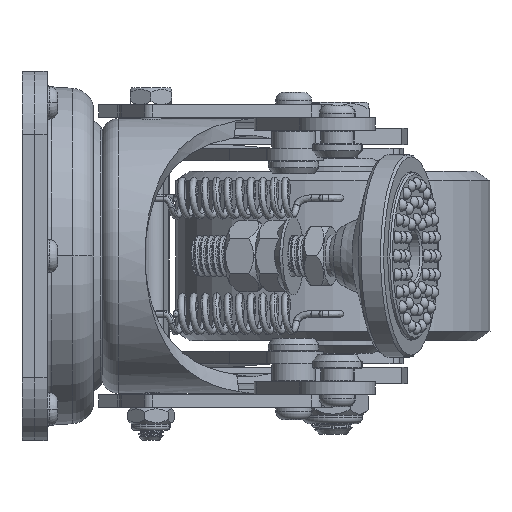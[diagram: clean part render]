
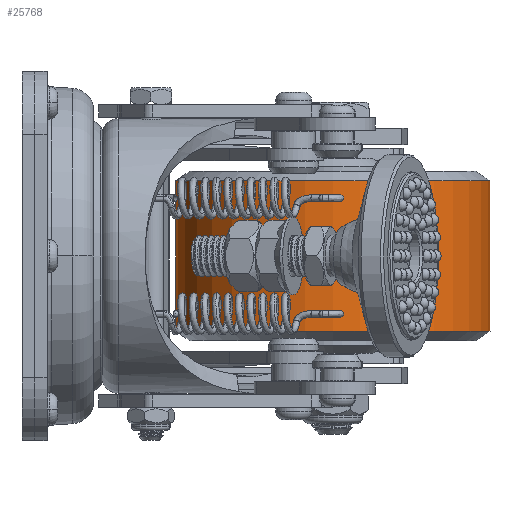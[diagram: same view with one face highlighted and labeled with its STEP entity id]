
A CAD part, left-side view. The second image highlights one B-rep face of the part: STEP entity #25768.
In plain terms, the highlighted cylindrical face has radius 37.5 mm (diameter 75 mm), a partial arc.
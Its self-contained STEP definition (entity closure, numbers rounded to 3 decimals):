
#1183 = EDGE_LOOP ( 'NONE', ( #8626, #23761, #82833, #56157 ) ) ;
#4862 = LINE ( 'NONE', #19472, #37076 ) ;
#7628 = AXIS2_PLACEMENT_3D ( 'NONE', #52609, #17974, #72290 ) ;
#8626 = ORIENTED_EDGE ( 'NONE', *, *, #86560, .T. ) ;
#9793 = DIRECTION ( 'NONE',  ( 0., 0., -1. ) ) ;
#11928 = VERTEX_POINT ( 'NONE', #78050 ) ;
#17129 = CARTESIAN_POINT ( 'NONE',  ( 39.698, -74.108, 17.914 ) ) ;
#17974 = DIRECTION ( 'NONE',  ( 0., 0., 1. ) ) ;
#19472 = CARTESIAN_POINT ( 'NONE',  ( 39.698, -111.608, 20.248 ) ) ;
#22439 = LINE ( 'NONE', #63937, #40973 ) ;
#23761 = ORIENTED_EDGE ( 'NONE', *, *, #69050, .T. ) ;
#25768 = ADVANCED_FACE ( 'NONE', ( #80925 ), #26132, .T. ) ;
#26132 = CYLINDRICAL_SURFACE ( 'NONE', #75318, 37.5 ) ;
#30011 = CARTESIAN_POINT ( 'NONE',  ( 39.698, -111.608, 17.914 ) ) ;
#34319 = VERTEX_POINT ( 'NONE', #30011 ) ;
#36808 = VERTEX_POINT ( 'NONE', #80168 ) ;
#37076 = VECTOR ( 'NONE', #82926, 1000. ) ;
#40253 = DIRECTION ( 'NONE',  ( 0., -1., 0. ) ) ;
#40973 = VECTOR ( 'NONE', #64385, 1000. ) ;
#42810 = VERTEX_POINT ( 'NONE', #60337 ) ;
#45713 = CARTESIAN_POINT ( 'NONE',  ( 39.698, -74.108, 20.248 ) ) ;
#52609 = CARTESIAN_POINT ( 'NONE',  ( 39.698, -74.108, -17.919 ) ) ;
#56157 = ORIENTED_EDGE ( 'NONE', *, *, #62189, .F. ) ;
#59408 = DIRECTION ( 'NONE',  ( 0., 0., -1. ) ) ;
#60337 = CARTESIAN_POINT ( 'NONE',  ( 39.698, -36.608, -17.919 ) ) ;
#61976 = CIRCLE ( 'NONE', #75126, 37.5 ) ;
#62189 = EDGE_CURVE ( 'NONE', #34319, #11928, #4862, .T. ) ;
#63937 = CARTESIAN_POINT ( 'NONE',  ( 39.698, -36.608, 20.248 ) ) ;
#64385 = DIRECTION ( 'NONE',  ( 0., 0., -1. ) ) ;
#69050 = EDGE_CURVE ( 'NONE', #36808, #42810, #22439, .T. ) ;
#70483 = EDGE_CURVE ( 'NONE', #42810, #11928, #86331, .T. ) ;
#72290 = DIRECTION ( 'NONE',  ( 0., -1., 0. ) ) ;
#72811 = DIRECTION ( 'NONE',  ( 0., 1., 0. ) ) ;
#75126 = AXIS2_PLACEMENT_3D ( 'NONE', #17129, #9793, #72811 ) ;
#75318 = AXIS2_PLACEMENT_3D ( 'NONE', #45713, #59408, #40253 ) ;
#78050 = CARTESIAN_POINT ( 'NONE',  ( 39.698, -111.608, -17.919 ) ) ;
#80168 = CARTESIAN_POINT ( 'NONE',  ( 39.698, -36.608, 17.914 ) ) ;
#80925 = FACE_OUTER_BOUND ( 'NONE', #1183, .T. ) ;
#82833 = ORIENTED_EDGE ( 'NONE', *, *, #70483, .T. ) ;
#82926 = DIRECTION ( 'NONE',  ( 0., 0., -1. ) ) ;
#86331 = CIRCLE ( 'NONE', #7628, 37.5 ) ;
#86560 = EDGE_CURVE ( 'NONE', #34319, #36808, #61976, .T. ) ;
